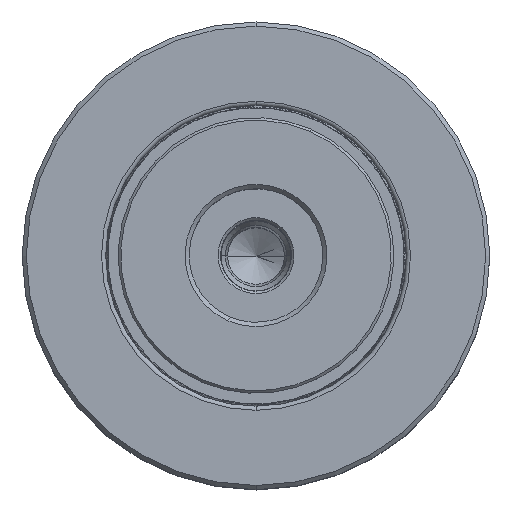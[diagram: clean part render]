
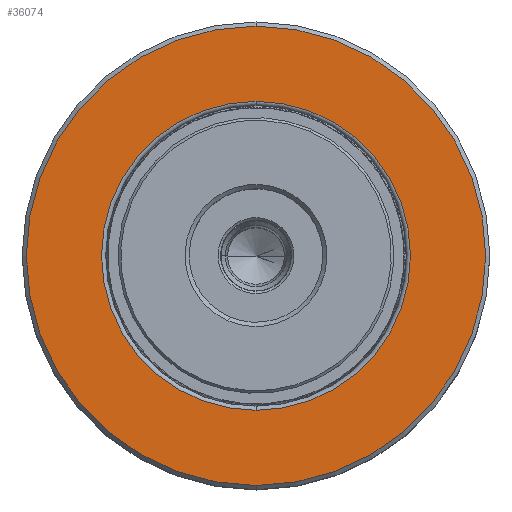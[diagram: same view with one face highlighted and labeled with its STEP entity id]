
A CAD part, top view. The second image highlights one B-rep face of the part: STEP entity #36074.
In plain terms, the highlighted face is planar.
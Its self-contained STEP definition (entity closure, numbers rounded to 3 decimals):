
#956 = DIRECTION ( 'NONE',  ( 0., 0., -1. ) ) ;
#2235 = ORIENTED_EDGE ( 'NONE', *, *, #27471, .F. ) ;
#4392 = CIRCLE ( 'NONE', #21786, 18.5 ) ;
#4867 = DIRECTION ( 'NONE',  ( 0., -1., 0. ) ) ;
#5167 = CARTESIAN_POINT ( 'NONE',  ( 0., 18.687, -18.5 ) ) ;
#5856 = CIRCLE ( 'NONE', #31913, 18.5 ) ;
#8490 = VERTEX_POINT ( 'NONE', #39883 ) ;
#8649 = CIRCLE ( 'NONE', #42256, 27.5 ) ;
#9590 = CARTESIAN_POINT ( 'NONE',  ( 0., 18.687, 27.5 ) ) ;
#9827 = VERTEX_POINT ( 'NONE', #5167 ) ;
#10822 = CARTESIAN_POINT ( 'NONE',  ( 0., 18.687, 0. ) ) ;
#11370 = FACE_OUTER_BOUND ( 'NONE', #32309, .T. ) ;
#12401 = CARTESIAN_POINT ( 'NONE',  ( 0., 18.687, 18.5 ) ) ;
#12807 = ORIENTED_EDGE ( 'NONE', *, *, #19340, .F. ) ;
#16964 = DIRECTION ( 'NONE',  ( 0., 1., 0. ) ) ;
#19340 = EDGE_CURVE ( 'NONE', #8490, #23250, #29612, .T. ) ;
#21786 = AXIS2_PLACEMENT_3D ( 'NONE', #32982, #4867, #29028 ) ;
#22249 = FACE_BOUND ( 'NONE', #36602, .T. ) ;
#23250 = VERTEX_POINT ( 'NONE', #9590 ) ;
#24289 = EDGE_CURVE ( 'NONE', #9827, #43778, #4392, .T. ) ;
#24833 = DIRECTION ( 'NONE',  ( 0., -1., 0. ) ) ;
#25467 = ORIENTED_EDGE ( 'NONE', *, *, #39484, .T. ) ;
#27471 = EDGE_CURVE ( 'NONE', #23250, #8490, #8649, .T. ) ;
#27629 = CARTESIAN_POINT ( 'NONE',  ( 27.5, 18.687, 0. ) ) ;
#29028 = DIRECTION ( 'NONE',  ( 0., 0., -1. ) ) ;
#29612 = CIRCLE ( 'NONE', #36580, 27.5 ) ;
#31913 = AXIS2_PLACEMENT_3D ( 'NONE', #10822, #24833, #956 ) ;
#32192 = ORIENTED_EDGE ( 'NONE', *, *, #24289, .T. ) ;
#32309 = EDGE_LOOP ( 'NONE', ( #12807, #2235 ) ) ;
#32907 = DIRECTION ( 'NONE',  ( 0., 0., -1. ) ) ;
#32982 = CARTESIAN_POINT ( 'NONE',  ( 0., 18.687, 0. ) ) ;
#34155 = DIRECTION ( 'NONE',  ( 0., 0., 1. ) ) ;
#36074 = ADVANCED_FACE ( 'NONE', ( #22249, #11370 ), #44865, .T. ) ;
#36580 = AXIS2_PLACEMENT_3D ( 'NONE', #43310, #39683, #32907 ) ;
#36602 = EDGE_LOOP ( 'NONE', ( #32192, #25467 ) ) ;
#38303 = AXIS2_PLACEMENT_3D ( 'NONE', #27629, #16964, #34155 ) ;
#38826 = CARTESIAN_POINT ( 'NONE',  ( 0., 18.687, 0. ) ) ;
#39484 = EDGE_CURVE ( 'NONE', #43778, #9827, #5856, .T. ) ;
#39683 = DIRECTION ( 'NONE',  ( 0., -1., 0. ) ) ;
#39883 = CARTESIAN_POINT ( 'NONE',  ( 0., 18.687, -27.5 ) ) ;
#41889 = DIRECTION ( 'NONE',  ( 0., -1., 0. ) ) ;
#42256 = AXIS2_PLACEMENT_3D ( 'NONE', #38826, #41889, #42314 ) ;
#42314 = DIRECTION ( 'NONE',  ( 0., 0., -1. ) ) ;
#43310 = CARTESIAN_POINT ( 'NONE',  ( 0., 18.687, 0. ) ) ;
#43778 = VERTEX_POINT ( 'NONE', #12401 ) ;
#44865 = PLANE ( 'NONE',  #38303 ) ;
